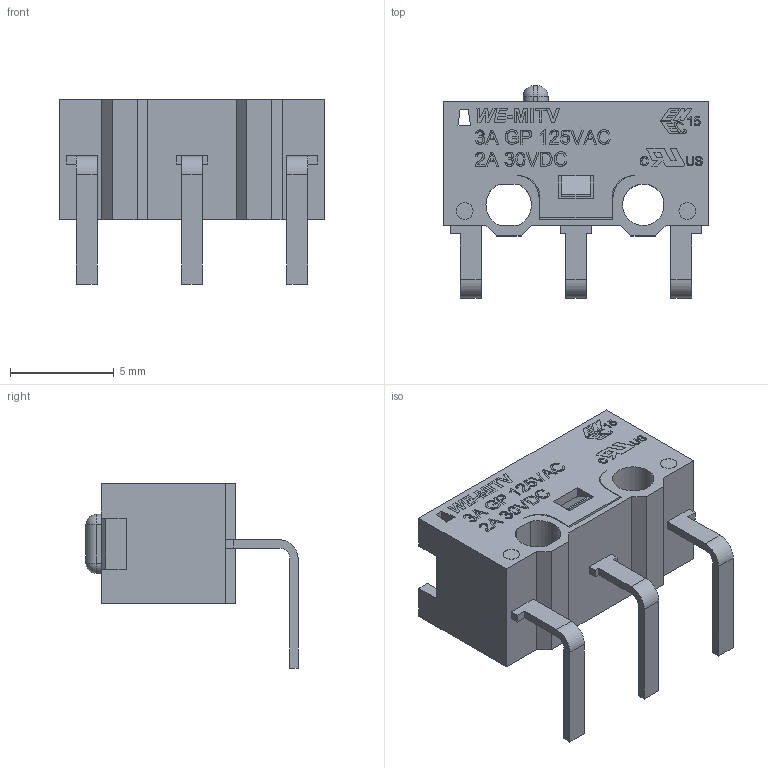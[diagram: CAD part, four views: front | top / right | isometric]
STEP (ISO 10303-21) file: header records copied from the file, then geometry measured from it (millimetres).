
FILE_DESCRIPTION(/* description */ ('Unknown'),/* implementation_level */ '2;1');
FILE_NAME(/* name */ 'SW_Wurth_WS-MITV_463091691402',/* time_stamp */ '2025-04-24T17:32:49+08:00',/* author */ ('Unknown'),/* organization */ ('Unknown'),/* preprocessor_version */ 'ST-DEVELOPER v19.4',/* originating_system */ 'Solid Edge',/* authorisation */ 'Unknown');
FILE_SCHEMA (('AUTOMOTIVE_DESIGN {1 0 10303 214 3 1 1}'));
Length unit declared in the file: millimetre
Products named in the file (2): SW_Wurth_WS-MITV_463091691402
Assembly tree (1 placements, depth 2):
  SW_Wurth_WS-MITV_463091691402
    SW_Wurth_WS-MITV_463091691402
Bounding box: 12.8 x 10.25 x 8.9 mm (x, y, z)
Volume: 272.1 mm3; surface area: 843.3 mm2
Topology: 1 solids, 1 shells, 538 faces, 1443 edges, 952 vertices
Faces by surface type: plane 444, cylinder 46, bspline 41, sphere 7
Full cylindrical faces by diameter (mm): 0.8 x2, 2 x1
Entity records: 21368 total; most frequent: CARTESIAN_POINT 5002, ORIENTED_EDGE 2864, DIRECTION 2080, EDGE_CURVE 1432, VERTEX_POINT 952, LINE 902, VECTOR 902, EDGE_LOOP 614
